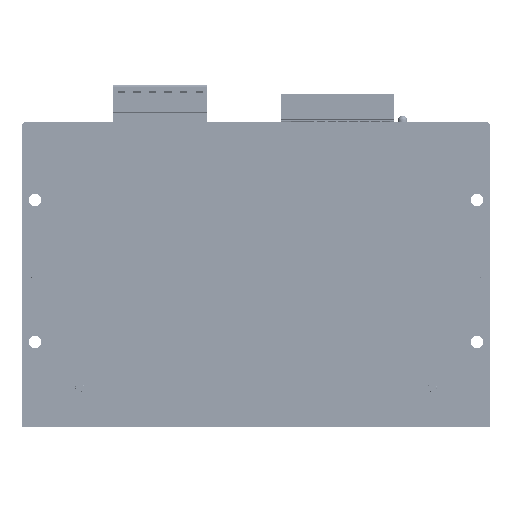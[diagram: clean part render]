
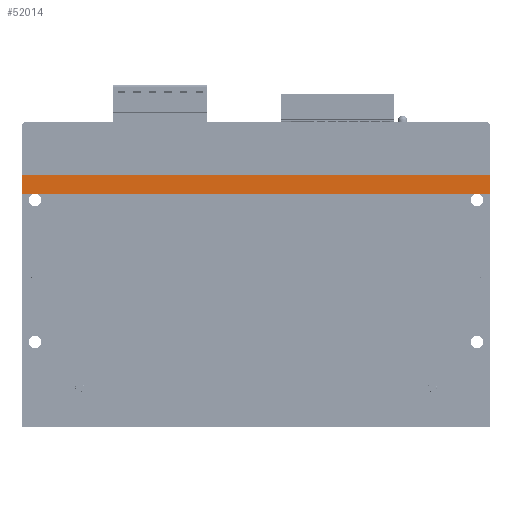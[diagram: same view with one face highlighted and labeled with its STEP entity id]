
A CAD part, front view. The second image highlights one B-rep face of the part: STEP entity #52014.
In plain terms, the highlighted planar face has unit normal (0, -1, 0).
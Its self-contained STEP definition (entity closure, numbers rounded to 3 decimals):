
#12098=DIRECTION('',(1.,0.,0.));
#12099=VECTOR('',#12098,3.576);
#12100=CARTESIAN_POINT('',(-72.028,1.5,23.831));
#12101=LINE('',#12100,#12099);
#12106=DIRECTION('',(0.,0.,1.));
#12107=VECTOR('',#12106,6.1);
#12108=CARTESIAN_POINT('',(-72.028,1.5,23.831));
#12109=LINE('',#12108,#12107);
#12110=DIRECTION('',(0.,0.,-1.));
#12111=VECTOR('',#12110,6.1);
#12112=CARTESIAN_POINT('',(77.972,1.5,29.931));
#12113=LINE('',#12112,#12111);
#12114=CARTESIAN_POINT('',(73.772,1.5,21.931));
#12115=DIRECTION('',(0.,-1.,0.));
#12116=DIRECTION('',(0.312,0.,0.95));
#12117=AXIS2_PLACEMENT_3D('',#12114,#12115,#12116);
#12119=CARTESIAN_POINT('',(73.772,1.5,21.931));
#12120=DIRECTION('',(0.,-1.,0.));
#12121=DIRECTION('',(0.,0.,1.));
#12122=AXIS2_PLACEMENT_3D('',#12119,#12120,#12121);
#12124=CARTESIAN_POINT('',(-67.828,1.5,21.931));
#12125=DIRECTION('',(0.,-1.,0.));
#12126=DIRECTION('',(0.312,0.,0.95));
#12127=AXIS2_PLACEMENT_3D('',#12124,#12125,#12126);
#12129=CARTESIAN_POINT('',(-67.828,1.5,21.931));
#12130=DIRECTION('',(0.,-1.,0.));
#12131=DIRECTION('',(0.,0.,1.));
#12132=AXIS2_PLACEMENT_3D('',#12129,#12130,#12131);
#12146=DIRECTION('',(-1.,0.,0.));
#12147=VECTOR('',#12146,150.);
#12148=CARTESIAN_POINT('',(77.972,1.5,29.931));
#12149=LINE('',#12148,#12147);
#12326=DIRECTION('',(1.,0.,0.));
#12327=VECTOR('',#12326,3.576);
#12328=CARTESIAN_POINT('',(74.397,1.5,23.831));
#12329=LINE('',#12328,#12327);
#12476=DIRECTION('',(1.,0.,0.));
#12477=VECTOR('',#12476,140.351);
#12478=CARTESIAN_POINT('',(-67.203,1.5,23.831));
#12479=LINE('',#12478,#12477);
#22369=CARTESIAN_POINT('',(-72.028,1.5,29.931));
#22370=VERTEX_POINT('',#22369);
#22371=CARTESIAN_POINT('',(-72.028,1.5,23.831));
#22372=VERTEX_POINT('',#22371);
#22671=CARTESIAN_POINT('',(77.972,1.5,23.831));
#22672=VERTEX_POINT('',#22671);
#22673=CARTESIAN_POINT('',(77.972,1.5,29.931));
#22674=VERTEX_POINT('',#22673);
#22909=CARTESIAN_POINT('',(-67.828,1.5,23.931));
#22910=VERTEX_POINT('',#22909);
#22911=CARTESIAN_POINT('',(-68.452,1.5,23.831));
#22912=VERTEX_POINT('',#22911);
#22913=CARTESIAN_POINT('',(-67.203,1.5,23.831));
#22914=VERTEX_POINT('',#22913);
#22915=CARTESIAN_POINT('',(73.148,1.5,23.831));
#22916=VERTEX_POINT('',#22915);
#22917=CARTESIAN_POINT('',(73.772,1.5,23.931));
#22918=VERTEX_POINT('',#22917);
#22919=CARTESIAN_POINT('',(74.397,1.5,23.831));
#22920=VERTEX_POINT('',#22919);
#51990=CARTESIAN_POINT('',(2.972,1.5,26.881));
#51991=DIRECTION('',(0.,1.,0.));
#51992=DIRECTION('',(0.,0.,-1.));
#51993=AXIS2_PLACEMENT_3D('',#51990,#51991,#51992);
#51994=PLANE('',#51993);
#51995=ORIENTED_EDGE('',*,*,#39405,.T.);
#51997=ORIENTED_EDGE('',*,*,#51996,.F.);
#51998=ORIENTED_EDGE('',*,*,#40056,.T.);
#52000=ORIENTED_EDGE('',*,*,#51999,.F.);
#52002=ORIENTED_EDGE('',*,*,#52001,.T.);
#52004=ORIENTED_EDGE('',*,*,#52003,.T.);
#52006=ORIENTED_EDGE('',*,*,#52005,.F.);
#52008=ORIENTED_EDGE('',*,*,#52007,.T.);
#52010=ORIENTED_EDGE('',*,*,#52009,.T.);
#52011=ORIENTED_EDGE('',*,*,#51975,.F.);
#52012=EDGE_LOOP('',(#51995,#51997,#51998,#52000,#52002,#52004,#52006,#52008,
#52010,#52011));
#52013=FACE_OUTER_BOUND('',#52012,.F.);
#52014=ADVANCED_FACE('',(#52013),#51994,.F.);
#12118=CIRCLE('',#12117,2.);
#12123=CIRCLE('',#12122,2.);
#12128=CIRCLE('',#12127,2.);
#12133=CIRCLE('',#12132,2.);
#39405=EDGE_CURVE('',#22372,#22370,#12109,.T.);
#40056=EDGE_CURVE('',#22674,#22672,#12113,.T.);
#51975=EDGE_CURVE('',#22372,#22912,#12101,.T.);
#51996=EDGE_CURVE('',#22674,#22370,#12149,.T.);
#51999=EDGE_CURVE('',#22920,#22672,#12329,.T.);
#52001=EDGE_CURVE('',#22920,#22918,#12118,.T.);
#52003=EDGE_CURVE('',#22918,#22916,#12123,.T.);
#52005=EDGE_CURVE('',#22914,#22916,#12479,.T.);
#52007=EDGE_CURVE('',#22914,#22910,#12128,.T.);
#52009=EDGE_CURVE('',#22910,#22912,#12133,.T.);
